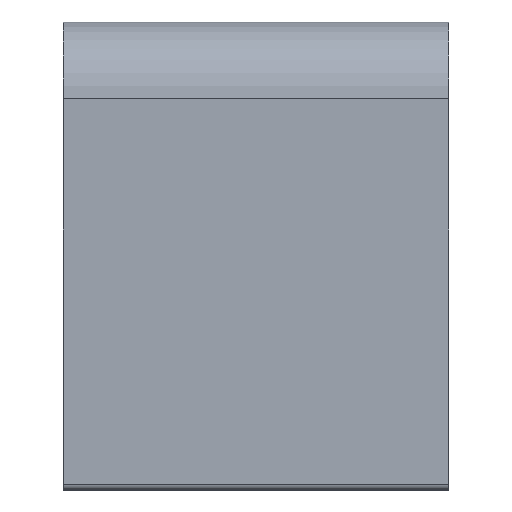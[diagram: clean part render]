
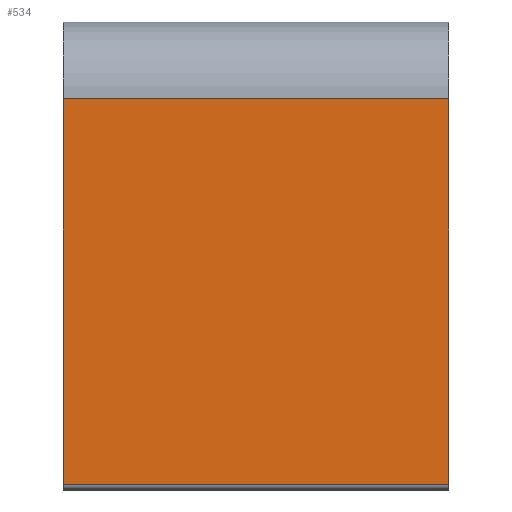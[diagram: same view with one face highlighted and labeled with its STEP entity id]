
A CAD part, top view. The second image highlights one B-rep face of the part: STEP entity #534.
In plain terms, the highlighted planar face has unit normal (0, 0, 1).
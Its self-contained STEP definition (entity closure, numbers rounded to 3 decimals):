
#17 = ORIENTED_EDGE ( 'NONE', *, *, #685, .T. ) ;
#41 = CARTESIAN_POINT ( 'NONE',  ( 35., 1., 70.5 ) ) ;
#62 = CARTESIAN_POINT ( 'NONE',  ( 35., -69., 70.5 ) ) ;
#207 = CARTESIAN_POINT ( 'NONE',  ( -35., 0., 70.5 ) ) ;
#219 = LINE ( 'NONE', #1138, #615 ) ;
#263 = LINE ( 'NONE', #531, #382 ) ;
#336 = DIRECTION ( 'NONE',  ( 0., 0., 1. ) ) ;
#382 = VECTOR ( 'NONE', #1911, 1000. ) ;
#493 = PLANE ( 'NONE',  #1107 ) ;
#511 = LINE ( 'NONE', #207, #1091 ) ;
#517 = CARTESIAN_POINT ( 'NONE',  ( -35., 1., 70.5 ) ) ;
#530 = VERTEX_POINT ( 'NONE', #667 ) ;
#531 = CARTESIAN_POINT ( 'NONE',  ( 35., -69., 70.5 ) ) ;
#534 = ADVANCED_FACE ( 'NONE', ( #1426 ), #493, .T. ) ;
#565 = LINE ( 'NONE', #1921, #874 ) ;
#584 = VERTEX_POINT ( 'NONE', #62 ) ;
#615 = VECTOR ( 'NONE', #1448, 1000. ) ;
#667 = CARTESIAN_POINT ( 'NONE',  ( -35., -69., 70.5 ) ) ;
#685 = EDGE_CURVE ( 'NONE', #584, #1754, #565, .T. ) ;
#807 = CARTESIAN_POINT ( 'NONE',  ( 35., 0., 70.5 ) ) ;
#850 = ORIENTED_EDGE ( 'NONE', *, *, #1114, .T. ) ;
#874 = VECTOR ( 'NONE', #1945, 1000. ) ;
#926 = ORIENTED_EDGE ( 'NONE', *, *, #962, .F. ) ;
#962 = EDGE_CURVE ( 'NONE', #530, #1466, #511, .T. ) ;
#1091 = VECTOR ( 'NONE', #1565, 1000. ) ;
#1107 = AXIS2_PLACEMENT_3D ( 'NONE', #807, #336, #1408 ) ;
#1114 = EDGE_CURVE ( 'NONE', #530, #584, #263, .T. ) ;
#1138 = CARTESIAN_POINT ( 'NONE',  ( 35., 1., 70.5 ) ) ;
#1408 = DIRECTION ( 'NONE',  ( 0., -1., 0. ) ) ;
#1426 = FACE_OUTER_BOUND ( 'NONE', #1520, .T. ) ;
#1448 = DIRECTION ( 'NONE',  ( -1., 0., 0. ) ) ;
#1466 = VERTEX_POINT ( 'NONE', #517 ) ;
#1520 = EDGE_LOOP ( 'NONE', ( #926, #850, #17, #1722 ) ) ;
#1565 = DIRECTION ( 'NONE',  ( 0., 1., 0. ) ) ;
#1722 = ORIENTED_EDGE ( 'NONE', *, *, #1974, .T. ) ;
#1754 = VERTEX_POINT ( 'NONE', #41 ) ;
#1911 = DIRECTION ( 'NONE',  ( 1., 0., 0. ) ) ;
#1921 = CARTESIAN_POINT ( 'NONE',  ( 35., -70., 70.5 ) ) ;
#1945 = DIRECTION ( 'NONE',  ( 0., 1., 0. ) ) ;
#1974 = EDGE_CURVE ( 'NONE', #1754, #1466, #219, .T. ) ;
